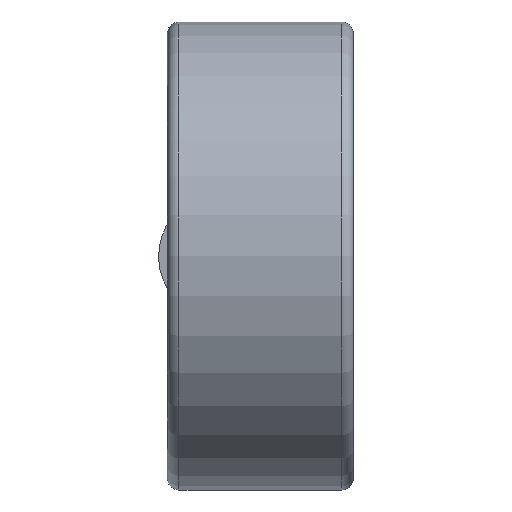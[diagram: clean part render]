
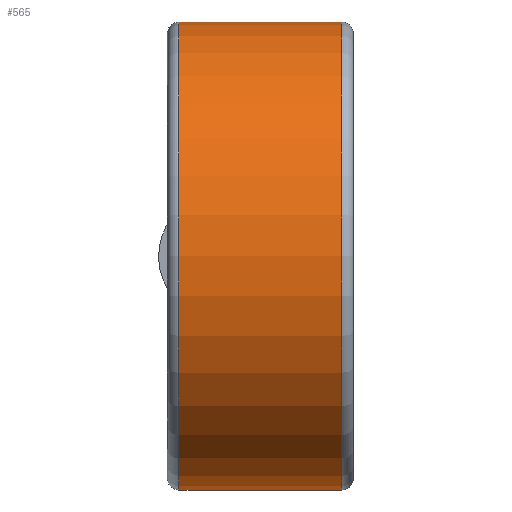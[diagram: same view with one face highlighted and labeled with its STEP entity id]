
A CAD part, top view. The second image highlights one B-rep face of the part: STEP entity #565.
In plain terms, the highlighted cylindrical face has radius 40.25 mm (diameter 80.5 mm), a partial arc.
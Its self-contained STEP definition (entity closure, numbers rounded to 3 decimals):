
#475=CARTESIAN_POINT('Axis2P3D Location',(6.5,0.,0.)) ;
#480=CARTESIAN_POINT('Line Origine',(6.5,-40.25,0.)) ;
#484=CARTESIAN_POINT('Vertex',(-7.5,-40.25,0.)) ;
#486=CARTESIAN_POINT('Vertex',(20.5,-40.25,0.)) ;
#493=CARTESIAN_POINT('Vertex',(-7.5,40.25,0.)) ;
#496=CARTESIAN_POINT('Line Origine',(6.5,40.25,0.)) ;
#500=CARTESIAN_POINT('Vertex',(20.5,40.25,0.)) ;
#549=CARTESIAN_POINT('Axis2P3D Location',(-7.5,0.,0.)) ;
#554=CARTESIAN_POINT('Axis2P3D Location',(20.5,0.,0.)) ;
#476=DIRECTION('Axis2P3D Direction',(1.,0.,0.)) ;
#477=DIRECTION('Axis2P3D XDirection',(0.,1.,0.)) ;
#481=DIRECTION('Vector Direction',(1.,0.,0.)) ;
#497=DIRECTION('Vector Direction',(1.,0.,0.)) ;
#550=DIRECTION('Axis2P3D Direction',(1.,0.,0.)) ;
#555=DIRECTION('Axis2P3D Direction',(1.,0.,0.)) ;
#478=AXIS2_PLACEMENT_3D('Cylinder Axis2P3D',#475,#476,#477) ;
#551=AXIS2_PLACEMENT_3D('Circle Axis2P3D',#549,#550,$) ;
#556=AXIS2_PLACEMENT_3D('Circle Axis2P3D',#554,#555,$) ;
#560=ORIENTED_EDGE('',*,*,#502,.F.) ;
#561=ORIENTED_EDGE('',*,*,#553,.T.) ;
#562=ORIENTED_EDGE('',*,*,#488,.T.) ;
#563=ORIENTED_EDGE('',*,*,#558,.F.) ;
#482=VECTOR('Line Direction',#481,1.) ;
#498=VECTOR('Line Direction',#497,1.) ;
#565=ADVANCED_FACE('PartBody',(#564),#479,.T.) ;
#552=CIRCLE('generated circle',#551,40.25) ;
#557=CIRCLE('generated circle',#556,40.25) ;
#479=CYLINDRICAL_SURFACE('generated cylinder',#478,40.25) ;
#488=EDGE_CURVE('',#485,#487,#483,.T.) ;
#502=EDGE_CURVE('',#494,#501,#499,.T.) ;
#553=EDGE_CURVE('',#494,#485,#552,.T.) ;
#558=EDGE_CURVE('',#501,#487,#557,.T.) ;
#559=EDGE_LOOP('',(#560,#561,#562,#563)) ;
#564=FACE_OUTER_BOUND('',#559,.T.) ;
#483=LINE('Line',#480,#482) ;
#499=LINE('Line',#496,#498) ;
#485=VERTEX_POINT('',#484) ;
#487=VERTEX_POINT('',#486) ;
#494=VERTEX_POINT('',#493) ;
#501=VERTEX_POINT('',#500) ;
